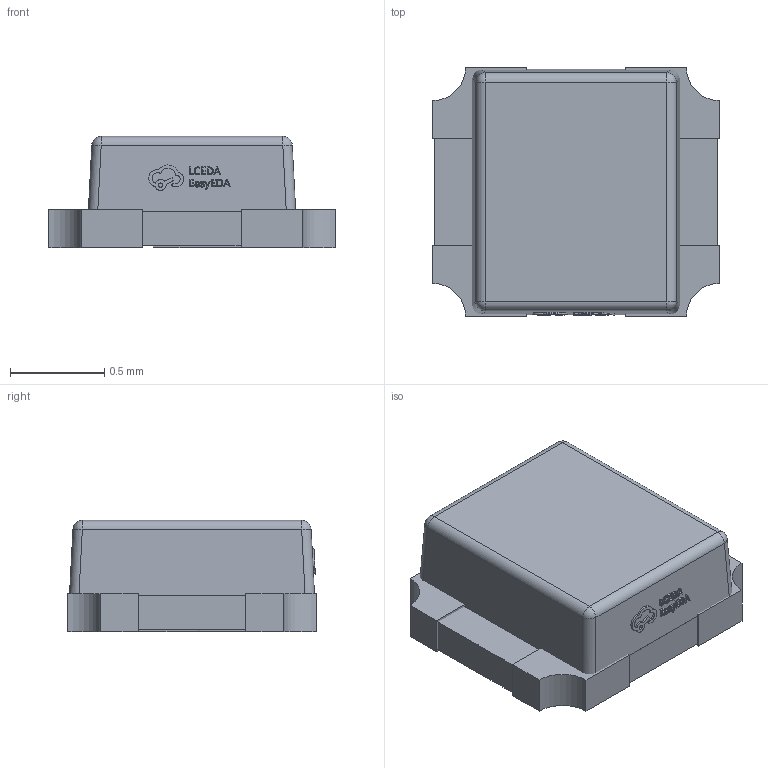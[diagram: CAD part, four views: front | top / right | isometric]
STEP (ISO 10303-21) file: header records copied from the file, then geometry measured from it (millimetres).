
FILE_DESCRIPTION (( 'STEP AP214' ), '1' );
FILE_NAME ('LED-ARRAY-SMD_4P-L1.6-W1.5-H0.4.step', '2022-07-08T11:16:11', ( '' ), ( '' ), 'SwSTEP 2.0', 'SolidWorks 2020', '' );
FILE_SCHEMA (( 'AUTOMOTIVE_DESIGN' ));
Length unit declared in the file: millimetre
Products named in the file (1): LED-ARRAY-SMD_4P-L1.6-W1.5-H0.4
Bounding box: 1.52 x 1.32 x 0.59 mm (x, y, z)
Volume: 1 mm3; surface area: 10.7 mm2
Topology: 4 solids, 4 shells, 343 faces, 915 edges, 606 vertices
Faces by surface type: plane 213, bspline 112, cylinder 14, sphere 4
Entity records: 14987 total; most frequent: CARTESIAN_POINT 3981, ORIENTED_EDGE 1830, DIRECTION 1171, EDGE_CURVE 915, LINE 659, VECTOR 659, VERTEX_POINT 606, EDGE_LOOP 369
